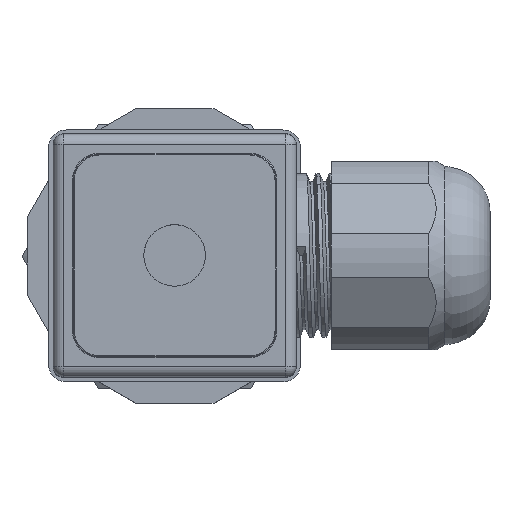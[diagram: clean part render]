
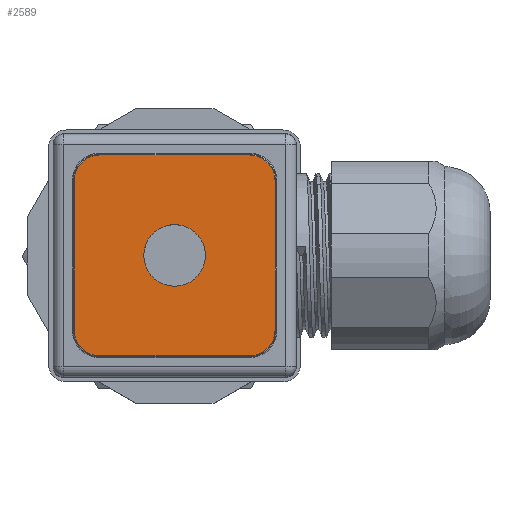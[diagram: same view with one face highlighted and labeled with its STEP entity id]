
A CAD part, top view. The second image highlights one B-rep face of the part: STEP entity #2589.
In plain terms, the highlighted planar face has unit normal (0, 0, 1).
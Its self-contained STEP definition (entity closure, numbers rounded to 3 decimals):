
#2589=ADVANCED_FACE('',(#5908,#5910),#5912,.T.);
#5908=FACE_BOUND('',#5909,.T.);
#5909=EDGE_LOOP('',(#10916,#10917,#10918,#10919,#10920,#10921,#10922,#10923));
#5910=FACE_BOUND('',#5911,.T.);
#5911=EDGE_LOOP('',(#10924));
#5912=PLANE('',#5913);
#5913=AXIS2_PLACEMENT_3D('',#5914,#5915,#5916);
#5914=CARTESIAN_POINT('',(0.,0.,31.));
#5915=DIRECTION('',(0.,0.,1.));
#5916=DIRECTION('',(1.,0.,0.));
#10916=ORIENTED_EDGE('',*,*,#12083,.T.);
#10917=ORIENTED_EDGE('',*,*,#12084,.F.);
#10918=ORIENTED_EDGE('',*,*,#12085,.T.);
#10919=ORIENTED_EDGE('',*,*,#12086,.F.);
#10920=ORIENTED_EDGE('',*,*,#12087,.T.);
#10921=ORIENTED_EDGE('',*,*,#12088,.F.);
#10922=ORIENTED_EDGE('',*,*,#12089,.T.);
#10923=ORIENTED_EDGE('',*,*,#12090,.F.);
#10924=ORIENTED_EDGE('',*,*,#12091,.T.);
#12083=EDGE_CURVE('',#13164,#13165,#13166,.T.);
#12084=EDGE_CURVE('',#13167,#13165,#13168,.F.);
#12085=EDGE_CURVE('',#13167,#13169,#13170,.T.);
#12086=EDGE_CURVE('',#13171,#13169,#13172,.F.);
#12087=EDGE_CURVE('',#13171,#13173,#13174,.T.);
#12088=EDGE_CURVE('',#13175,#13173,#13176,.F.);
#12089=EDGE_CURVE('',#13175,#13177,#13178,.T.);
#12090=EDGE_CURVE('',#13164,#13177,#13179,.F.);
#12091=EDGE_CURVE('',#13180,#13180,#13181,.F.);
#13164=VERTEX_POINT('',#16011);
#13165=VERTEX_POINT('',#16012);
#13166=LINE('',#16013,#16014);
#13167=VERTEX_POINT('',#16016);
#13168=CIRCLE('',#16017,2.9);
#13169=VERTEX_POINT('',#16021);
#13170=LINE('',#16022,#16023);
#13171=VERTEX_POINT('',#16025);
#13172=CIRCLE('',#16026,2.9);
#13173=VERTEX_POINT('',#16030);
#13174=LINE('',#16031,#16032);
#13175=VERTEX_POINT('',#16034);
#13176=CIRCLE('',#16035,2.9);
#13177=VERTEX_POINT('',#16039);
#13178=LINE('',#16040,#16041);
#13179=CIRCLE('',#16043,2.9);
#13180=VERTEX_POINT('',#16047);
#13181=CIRCLE('',#16048,3.5);
#16011=CARTESIAN_POINT('',(-8.5,-11.4,31.));
#16012=CARTESIAN_POINT('',(8.5,-11.4,31.));
#16013=CARTESIAN_POINT('',(-8.5,-11.4,31.));
#16014=VECTOR('',#16015,1.);
#16015=DIRECTION('',(1.,0.,0.));
#16016=CARTESIAN_POINT('',(11.4,-8.5,31.));
#16017=AXIS2_PLACEMENT_3D('',#16018,#16019,#16020);
#16018=CARTESIAN_POINT('',(8.5,-8.5,31.));
#16019=DIRECTION('',(-0.,0.,1.));
#16020=DIRECTION('',(0.,-1.,0.));
#16021=CARTESIAN_POINT('',(11.4,8.5,31.));
#16022=CARTESIAN_POINT('',(11.4,-8.5,31.));
#16023=VECTOR('',#16024,1.);
#16024=DIRECTION('',(0.,1.,0.));
#16025=CARTESIAN_POINT('',(8.5,11.4,31.));
#16026=AXIS2_PLACEMENT_3D('',#16027,#16028,#16029);
#16027=CARTESIAN_POINT('',(8.5,8.5,31.));
#16028=DIRECTION('',(0.,0.,1.));
#16029=DIRECTION('',(1.,0.,0.));
#16030=CARTESIAN_POINT('',(-8.5,11.4,31.));
#16031=CARTESIAN_POINT('',(8.5,11.4,31.));
#16032=VECTOR('',#16033,1.);
#16033=DIRECTION('',(-1.,0.,0.));
#16034=CARTESIAN_POINT('',(-11.4,8.5,31.));
#16035=AXIS2_PLACEMENT_3D('',#16036,#16037,#16038);
#16036=CARTESIAN_POINT('',(-8.5,8.5,31.));
#16037=DIRECTION('',(0.,0.,1.));
#16038=DIRECTION('',(0.,1.,0.));
#16039=CARTESIAN_POINT('',(-11.4,-8.5,31.));
#16040=CARTESIAN_POINT('',(-11.4,8.5,31.));
#16041=VECTOR('',#16042,1.);
#16042=DIRECTION('',(0.,-1.,0.));
#16043=AXIS2_PLACEMENT_3D('',#16044,#16045,#16046);
#16044=CARTESIAN_POINT('',(-8.5,-8.5,31.));
#16045=DIRECTION('',(0.,0.,1.));
#16046=DIRECTION('',(-1.,0.,0.));
#16047=CARTESIAN_POINT('',(3.5,0.,31.));
#16048=AXIS2_PLACEMENT_3D('',#16049,#16050,#16051);
#16049=CARTESIAN_POINT('',(0.,0.,31.));
#16050=DIRECTION('',(0.,0.,1.));
#16051=DIRECTION('',(1.,0.,0.));
